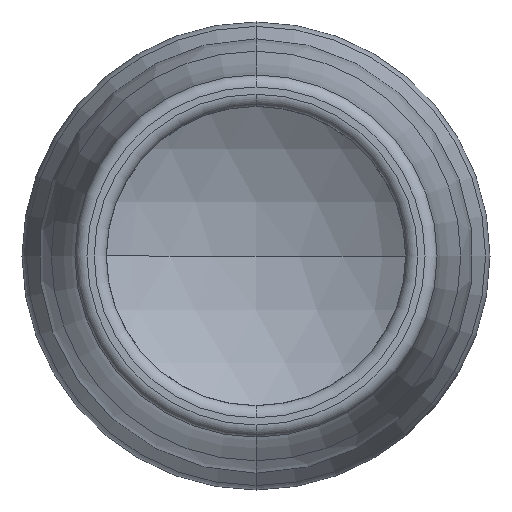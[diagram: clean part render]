
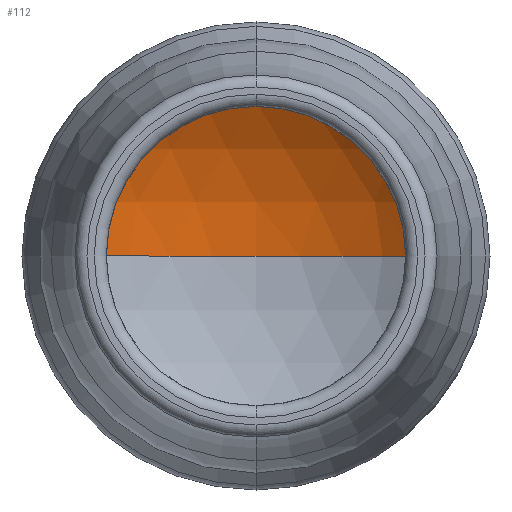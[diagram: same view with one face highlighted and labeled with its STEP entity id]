
A CAD part, front view. The second image highlights one B-rep face of the part: STEP entity #112.
In plain terms, the highlighted spherical face has radius 11.858 mm.
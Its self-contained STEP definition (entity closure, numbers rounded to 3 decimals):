
#10 = CARTESIAN_POINT ( 'NONE',  ( 0., 50.21, 8.198 ) ) ;
#101 = DIRECTION ( 'NONE',  ( 1., 0., 0. ) ) ;
#112 = ADVANCED_FACE ( 'NONE', ( #928 ), #298, .F. ) ;
#119 = VERTEX_POINT ( 'NONE', #141 ) ;
#141 = CARTESIAN_POINT ( 'NONE',  ( -8.198, 50.21, 0. ) ) ;
#143 = CARTESIAN_POINT ( 'NONE',  ( 0., 50.21, 0. ) ) ;
#150 = AXIS2_PLACEMENT_3D ( 'NONE', #1131, #549, #101 ) ;
#151 = CARTESIAN_POINT ( 'NONE',  ( 0., 41.642, 0. ) ) ;
#153 = VERTEX_POINT ( 'NONE', #249 ) ;
#236 = DIRECTION ( 'NONE',  ( 1., 0., 0. ) ) ;
#238 = AXIS2_PLACEMENT_3D ( 'NONE', #143, #800, #444 ) ;
#249 = CARTESIAN_POINT ( 'NONE',  ( 8.198, 50.21, 0. ) ) ;
#286 = CIRCLE ( 'NONE', #620, 8.198 ) ;
#297 = VERTEX_POINT ( 'NONE', #795 ) ;
#298 = SPHERICAL_SURFACE ( 'NONE', #360, 11.858 ) ;
#300 = EDGE_CURVE ( 'NONE', #153, #661, #518, .T. ) ;
#340 = ORIENTED_EDGE ( 'NONE', *, *, #618, .T. ) ;
#360 = AXIS2_PLACEMENT_3D ( 'NONE', #699, #905, #236 ) ;
#371 = DIRECTION ( 'NONE',  ( 0., 0., -1. ) ) ;
#444 = DIRECTION ( 'NONE',  ( 0., 0., -1. ) ) ;
#518 = CIRCLE ( 'NONE', #238, 8.198 ) ;
#521 = DIRECTION ( 'NONE',  ( 0., 0., -1. ) ) ;
#539 = CIRCLE ( 'NONE', #689, 11.858 ) ;
#548 = EDGE_CURVE ( 'NONE', #297, #119, #1160, .T. ) ;
#549 = DIRECTION ( 'NONE',  ( 0., 0., 1. ) ) ;
#618 = EDGE_CURVE ( 'NONE', #661, #119, #286, .T. ) ;
#620 = AXIS2_PLACEMENT_3D ( 'NONE', #860, #680, #371 ) ;
#661 = VERTEX_POINT ( 'NONE', #10 ) ;
#680 = DIRECTION ( 'NONE',  ( 0., -1., 0. ) ) ;
#689 = AXIS2_PLACEMENT_3D ( 'NONE', #151, #521, #885 ) ;
#699 = CARTESIAN_POINT ( 'NONE',  ( 0., 41.642, 0. ) ) ;
#795 = CARTESIAN_POINT ( 'NONE',  ( 0., 53.5, 0. ) ) ;
#800 = DIRECTION ( 'NONE',  ( 0., -1., 0. ) ) ;
#812 = EDGE_CURVE ( 'NONE', #297, #153, #539, .T. ) ;
#860 = CARTESIAN_POINT ( 'NONE',  ( 0., 50.21, 0. ) ) ;
#885 = DIRECTION ( 'NONE',  ( -1., 0., 0. ) ) ;
#905 = DIRECTION ( 'NONE',  ( 0., 0., 1. ) ) ;
#928 = FACE_OUTER_BOUND ( 'NONE', #965, .T. ) ;
#954 = ORIENTED_EDGE ( 'NONE', *, *, #812, .T. ) ;
#965 = EDGE_LOOP ( 'NONE', ( #1031, #954, #1146, #340 ) ) ;
#1031 = ORIENTED_EDGE ( 'NONE', *, *, #548, .F. ) ;
#1131 = CARTESIAN_POINT ( 'NONE',  ( 0., 41.642, 0. ) ) ;
#1146 = ORIENTED_EDGE ( 'NONE', *, *, #300, .T. ) ;
#1160 = CIRCLE ( 'NONE', #150, 11.858 ) ;
